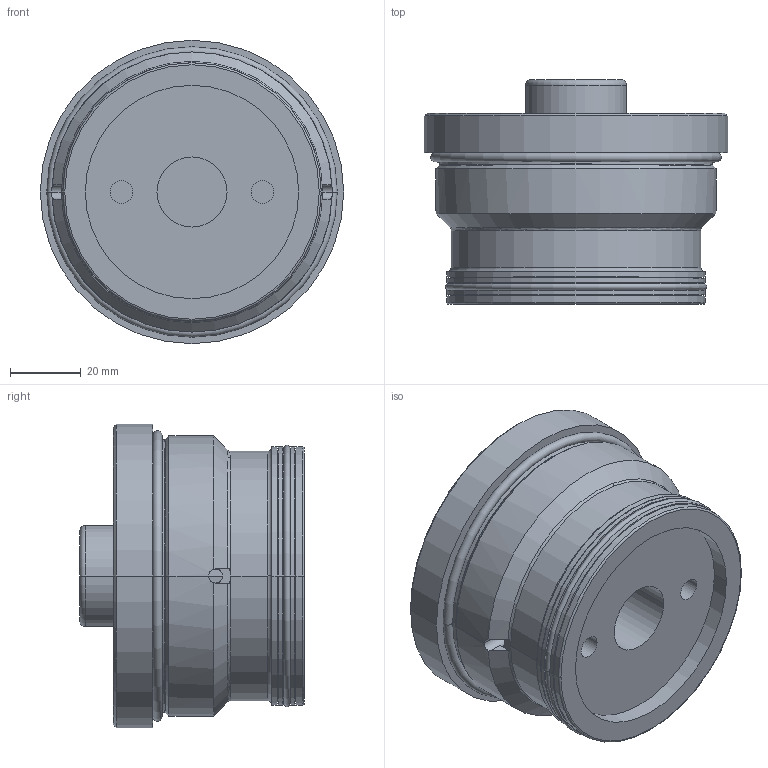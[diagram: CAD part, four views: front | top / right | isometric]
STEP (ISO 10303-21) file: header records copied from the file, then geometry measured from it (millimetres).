
FILE_DESCRIPTION((''),'2;1');
FILE_NAME('ILC21022100_TOP','2015-03-04T',('ACDC'),(''),'PRO/ENGINEER BY PARAMETRIC TECHNOLOGY CORPORATION, 2013320','PRO/ENGINEER BY PARAMETRIC TECHNOLOGY CORPORATION, 2013320','');
FILE_SCHEMA(('AUTOMOTIVE_DESIGN { 1 0 10303 214 1 1 1 1 }'));
Length unit declared in the file: inch
Products named in the file (3): ILC21022100_BODY; ILC21022100_PLUNGER; ILC21022100_TOP
Assembly tree (2 placements, depth 2):
  ILC21022100_TOP
    ILC21022100_BODY
    ILC21022100_PLUNGER
Bounding box: 85.72 x 63.5 x 85.72 mm (x, y, z)
Volume: 219592.6 mm3; surface area: 52968.1 mm2
Topology: 2 solids, 3 shells, 113 faces, 252 edges, 150 vertices
Faces by surface type: cylinder 52, plane 25, torus 20, cone 16
Entity records: 3624 total; most frequent: CARTESIAN_POINT 715, DIRECTION 604, ORIENTED_EDGE 484, AXIS2_PLACEMENT_3D 264, EDGE_CURVE 244, VERTEX_POINT 150, CIRCLE 144, EDGE_LOOP 134
